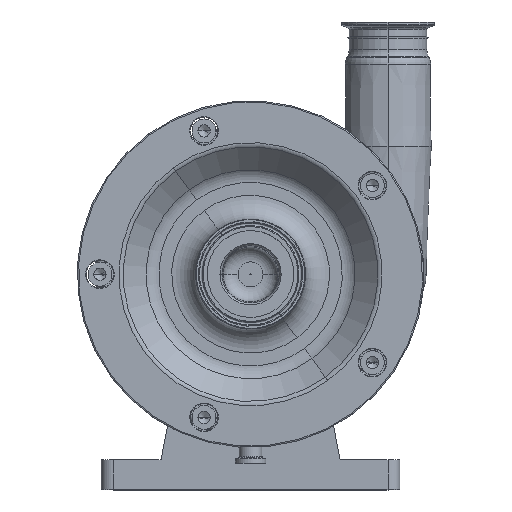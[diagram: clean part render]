
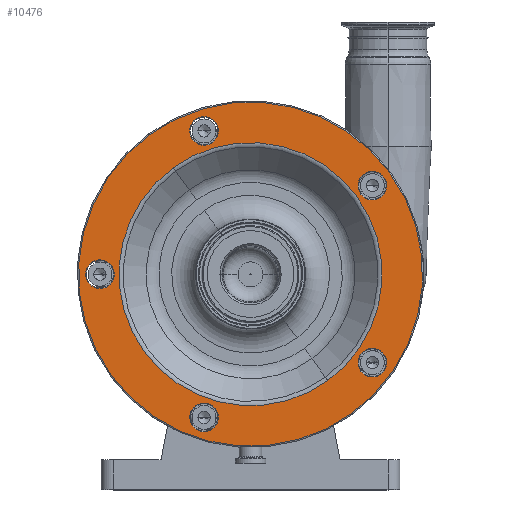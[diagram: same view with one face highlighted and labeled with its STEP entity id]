
A CAD part, top view. The second image highlights one B-rep face of the part: STEP entity #10476.
In plain terms, the highlighted planar face has unit normal (0, 0, 1).
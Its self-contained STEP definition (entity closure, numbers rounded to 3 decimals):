
#125 = ORIENTED_EDGE ( 'NONE', *, *, #556, .F. ) ;
#218 = VERTEX_POINT ( 'NONE', #16172 ) ;
#266 = CARTESIAN_POINT ( 'NONE',  ( -38.936, 60.167, 220. ) ) ;
#317 = CARTESIAN_POINT ( 'NONE',  ( 101.936, 254.061, 220. ) ) ;
#423 = FACE_BOUND ( 'NONE', #3512, .T. ) ;
#424 = EDGE_LOOP ( 'NONE', ( #720, #2667 ) ) ;
#546 = EDGE_CURVE ( 'NONE', #12887, #8058, #11592, .T. ) ;
#556 = EDGE_CURVE ( 'NONE', #16708, #218, #6057, .T. ) ;
#559 = CARTESIAN_POINT ( 'NONE',  ( -64.698, 269.049, 220. ) ) ;
#654 = ORIENTED_EDGE ( 'NONE', *, *, #15929, .F. ) ;
#709 = CARTESIAN_POINT ( 'NONE',  ( 64.698, 90.951, 220. ) ) ;
#720 = ORIENTED_EDGE ( 'NONE', *, *, #3313, .F. ) ;
#1436 = CARTESIAN_POINT ( 'NONE',  ( 108.99, 244.353, 220. ) ) ;
#1669 = FACE_BOUND ( 'NONE', #9682, .T. ) ;
#1703 = AXIS2_PLACEMENT_3D ( 'NONE', #15522, #9654, #12629 ) ;
#1759 = EDGE_LOOP ( 'NONE', ( #15120, #17131 ) ) ;
#2246 = VERTEX_POINT ( 'NONE', #559 ) ;
#2272 = AXIS2_PLACEMENT_3D ( 'NONE', #317, #7682, #10542 ) ;
#2437 = CARTESIAN_POINT ( 'NONE',  ( 108.99, 96.231, 220. ) ) ;
#2667 = ORIENTED_EDGE ( 'NONE', *, *, #18823, .F. ) ;
#2740 = DIRECTION ( 'NONE',  ( 0.588, -0.809, 0. ) ) ;
#2822 = DIRECTION ( 'NONE',  ( 0.588, -0.809, 0. ) ) ;
#3313 = EDGE_CURVE ( 'NONE', #11275, #2246, #15776, .T. ) ;
#3335 = AXIS2_PLACEMENT_3D ( 'NONE', #5914, #8862, #11746 ) ;
#3373 = DIRECTION ( 'NONE',  ( 0., 0., -1. ) ) ;
#3408 = EDGE_CURVE ( 'NONE', #11206, #7271, #12103, .T. ) ;
#3474 = FACE_BOUND ( 'NONE', #11868, .T. ) ;
#3512 = EDGE_LOOP ( 'NONE', ( #11093, #9410 ) ) ;
#3586 = DIRECTION ( 'NONE',  ( 0., 0., 1. ) ) ;
#3672 = CARTESIAN_POINT ( 'NONE',  ( 101.936, 105.939, 220. ) ) ;
#3915 = DIRECTION ( 'NONE',  ( 0., 0., 1. ) ) ;
#4272 = CARTESIAN_POINT ( 'NONE',  ( -38.936, 299.833, 220. ) ) ;
#4281 = AXIS2_PLACEMENT_3D ( 'NONE', #16787, #3586, #5220 ) ;
#4289 = DIRECTION ( 'NONE',  ( 0., 0., 1. ) ) ;
#4364 = AXIS2_PLACEMENT_3D ( 'NONE', #17030, #3915, #17318 ) ;
#4384 = DIRECTION ( 'NONE',  ( 0., 0., 1. ) ) ;
#4632 = DIRECTION ( 'NONE',  ( 0., 0., 1. ) ) ;
#4824 = ORIENTED_EDGE ( 'NONE', *, *, #3408, .F. ) ;
#4982 = CARTESIAN_POINT ( 'NONE',  ( 94.883, 263.769, 220. ) ) ;
#5021 = DIRECTION ( 'NONE',  ( 0., 0., 1. ) ) ;
#5089 = DIRECTION ( 'NONE',  ( 0., 0., 1. ) ) ;
#5097 = AXIS2_PLACEMENT_3D ( 'NONE', #10314, #17328, #14738 ) ;
#5220 = DIRECTION ( 'NONE',  ( 0.588, -0.809, 0. ) ) ;
#5914 = CARTESIAN_POINT ( 'NONE',  ( -126., 180., 220. ) ) ;
#5962 = EDGE_CURVE ( 'NONE', #14772, #9260, #15788, .T. ) ;
#6057 = CIRCLE ( 'NONE', #8496, 12. ) ;
#6177 = EDGE_CURVE ( 'NONE', #8404, #13064, #18784, .T. ) ;
#6181 = DIRECTION ( 'NONE',  ( 0.588, -0.809, 0. ) ) ;
#6228 = CARTESIAN_POINT ( 'NONE',  ( -38.936, 60.167, 220. ) ) ;
#6272 = AXIS2_PLACEMENT_3D ( 'NONE', #6228, #5089, #17806 ) ;
#6394 = VERTEX_POINT ( 'NONE', #9469 ) ;
#6480 = CARTESIAN_POINT ( 'NONE',  ( -118.947, 170.292, 220. ) ) ;
#6812 = CARTESIAN_POINT ( 'NONE',  ( -45.99, 69.875, 220. ) ) ;
#6821 = ORIENTED_EDGE ( 'NONE', *, *, #5962, .F. ) ;
#7220 = DIRECTION ( 'NONE',  ( 0.588, -0.809, 0. ) ) ;
#7271 = VERTEX_POINT ( 'NONE', #12093 ) ;
#7385 = ORIENTED_EDGE ( 'NONE', *, *, #12914, .F. ) ;
#7488 = AXIS2_PLACEMENT_3D ( 'NONE', #15968, #4289, #2740 ) ;
#7527 = AXIS2_PLACEMENT_3D ( 'NONE', #3672, #8068, #13918 ) ;
#7682 = DIRECTION ( 'NONE',  ( 0., 0., 1. ) ) ;
#7692 = FACE_OUTER_BOUND ( 'NONE', #1759, .T. ) ;
#7785 = FACE_BOUND ( 'NONE', #13560, .T. ) ;
#8058 = VERTEX_POINT ( 'NONE', #6480 ) ;
#8068 = DIRECTION ( 'NONE',  ( 0., 0., 1. ) ) ;
#8404 = VERTEX_POINT ( 'NONE', #4982 ) ;
#8496 = AXIS2_PLACEMENT_3D ( 'NONE', #266, #4384, #10481 ) ;
#8809 = ORIENTED_EDGE ( 'NONE', *, *, #9307, .F. ) ;
#8862 = DIRECTION ( 'NONE',  ( 0., 0., 1. ) ) ;
#8895 = CARTESIAN_POINT ( 'NONE',  ( -133.053, 189.708, 220. ) ) ;
#9112 = FACE_BOUND ( 'NONE', #424, .T. ) ;
#9260 = VERTEX_POINT ( 'NONE', #15474 ) ;
#9300 = DIRECTION ( 'NONE',  ( -0.588, 0.809, 0. ) ) ;
#9307 = EDGE_CURVE ( 'NONE', #8058, #12887, #14818, .T. ) ;
#9410 = ORIENTED_EDGE ( 'NONE', *, *, #6177, .F. ) ;
#9469 = CARTESIAN_POINT ( 'NONE',  ( -84.641, 296.498, 220. ) ) ;
#9492 = CARTESIAN_POINT ( 'NONE',  ( 101.936, 254.061, 220. ) ) ;
#9654 = DIRECTION ( 'NONE',  ( 0., 0., 1. ) ) ;
#9682 = EDGE_LOOP ( 'NONE', ( #6821, #14972 ) ) ;
#9916 = CARTESIAN_POINT ( 'NONE',  ( 84.641, 63.502, 220. ) ) ;
#10093 = DIRECTION ( 'NONE',  ( 0., 0., 1. ) ) ;
#10155 = CIRCLE ( 'NONE', #16597, 12. ) ;
#10314 = CARTESIAN_POINT ( 'NONE',  ( -38.936, 299.833, 220. ) ) ;
#10394 = CIRCLE ( 'NONE', #11016, 12. ) ;
#10476 = ADVANCED_FACE ( 'NONE', ( #1669, #7785, #10640, #423, #9112, #7692, #3474 ), #13437, .F. ) ;
#10481 = DIRECTION ( 'NONE',  ( 0.588, -0.809, 0. ) ) ;
#10542 = DIRECTION ( 'NONE',  ( 0.588, -0.809, 0. ) ) ;
#10640 = FACE_BOUND ( 'NONE', #14272, .T. ) ;
#11016 = AXIS2_PLACEMENT_3D ( 'NONE', #4272, #10093, #2822 ) ;
#11093 = ORIENTED_EDGE ( 'NONE', *, *, #11299, .F. ) ;
#11206 = VERTEX_POINT ( 'NONE', #15080 ) ;
#11275 = VERTEX_POINT ( 'NONE', #709 ) ;
#11299 = EDGE_CURVE ( 'NONE', #13064, #8404, #10155, .T. ) ;
#11592 = CIRCLE ( 'NONE', #3335, 12. ) ;
#11746 = DIRECTION ( 'NONE',  ( 0.588, -0.809, 0. ) ) ;
#11868 = EDGE_LOOP ( 'NONE', ( #654, #4824 ) ) ;
#12093 = CARTESIAN_POINT ( 'NONE',  ( -31.883, 290.125, 220. ) ) ;
#12103 = CIRCLE ( 'NONE', #5097, 12. ) ;
#12365 = CIRCLE ( 'NONE', #7488, 12. ) ;
#12366 = EDGE_CURVE ( 'NONE', #6394, #13482, #16620, .T. ) ;
#12629 = DIRECTION ( 'NONE',  ( 0.588, -0.809, 0. ) ) ;
#12887 = VERTEX_POINT ( 'NONE', #8895 ) ;
#12914 = EDGE_CURVE ( 'NONE', #218, #16708, #14829, .T. ) ;
#13064 = VERTEX_POINT ( 'NONE', #1436 ) ;
#13229 = CIRCLE ( 'NONE', #4364, 110.071 ) ;
#13437 = PLANE ( 'NONE',  #15045 ) ;
#13482 = VERTEX_POINT ( 'NONE', #9916 ) ;
#13560 = EDGE_LOOP ( 'NONE', ( #7385, #125 ) ) ;
#13580 = AXIS2_PLACEMENT_3D ( 'NONE', #17361, #4632, #7220 ) ;
#13918 = DIRECTION ( 'NONE',  ( 0.588, -0.809, 0. ) ) ;
#14010 = CARTESIAN_POINT ( 'NONE',  ( -126., 180., 220. ) ) ;
#14189 = AXIS2_PLACEMENT_3D ( 'NONE', #14010, #15185, #18427 ) ;
#14272 = EDGE_LOOP ( 'NONE', ( #8809, #18331 ) ) ;
#14360 = CIRCLE ( 'NONE', #4281, 144. ) ;
#14606 = EDGE_CURVE ( 'NONE', #9260, #14772, #12365, .T. ) ;
#14738 = DIRECTION ( 'NONE',  ( 0.588, -0.809, 0. ) ) ;
#14772 = VERTEX_POINT ( 'NONE', #2437 ) ;
#14818 = CIRCLE ( 'NONE', #14189, 12. ) ;
#14829 = CIRCLE ( 'NONE', #6272, 12. ) ;
#14972 = ORIENTED_EDGE ( 'NONE', *, *, #14606, .F. ) ;
#15045 = AXIS2_PLACEMENT_3D ( 'NONE', #16499, #3373, #9300 ) ;
#15080 = CARTESIAN_POINT ( 'NONE',  ( -45.99, 309.541, 220. ) ) ;
#15120 = ORIENTED_EDGE ( 'NONE', *, *, #16150, .T. ) ;
#15185 = DIRECTION ( 'NONE',  ( 0., 0., 1. ) ) ;
#15474 = CARTESIAN_POINT ( 'NONE',  ( 94.883, 115.647, 220. ) ) ;
#15522 = CARTESIAN_POINT ( 'NONE',  ( 0., 180., 220. ) ) ;
#15776 = CIRCLE ( 'NONE', #1703, 110.071 ) ;
#15788 = CIRCLE ( 'NONE', #7527, 12. ) ;
#15929 = EDGE_CURVE ( 'NONE', #7271, #11206, #10394, .T. ) ;
#15968 = CARTESIAN_POINT ( 'NONE',  ( 101.936, 105.939, 220. ) ) ;
#16150 = EDGE_CURVE ( 'NONE', #13482, #6394, #14360, .T. ) ;
#16172 = CARTESIAN_POINT ( 'NONE',  ( -31.883, 50.459, 220. ) ) ;
#16499 = CARTESIAN_POINT ( 'NONE',  ( 116.498, 264.641, 220. ) ) ;
#16597 = AXIS2_PLACEMENT_3D ( 'NONE', #9492, #5021, #6181 ) ;
#16620 = CIRCLE ( 'NONE', #13580, 144. ) ;
#16708 = VERTEX_POINT ( 'NONE', #6812 ) ;
#16787 = CARTESIAN_POINT ( 'NONE',  ( 0., 180., 220. ) ) ;
#17030 = CARTESIAN_POINT ( 'NONE',  ( 0., 180., 220. ) ) ;
#17131 = ORIENTED_EDGE ( 'NONE', *, *, #12366, .T. ) ;
#17318 = DIRECTION ( 'NONE',  ( 0.588, -0.809, 0. ) ) ;
#17328 = DIRECTION ( 'NONE',  ( 0., 0., 1. ) ) ;
#17361 = CARTESIAN_POINT ( 'NONE',  ( 0., 180., 220. ) ) ;
#17806 = DIRECTION ( 'NONE',  ( 0.588, -0.809, 0. ) ) ;
#18331 = ORIENTED_EDGE ( 'NONE', *, *, #546, .F. ) ;
#18427 = DIRECTION ( 'NONE',  ( 0.588, -0.809, 0. ) ) ;
#18784 = CIRCLE ( 'NONE', #2272, 12. ) ;
#18823 = EDGE_CURVE ( 'NONE', #2246, #11275, #13229, .T. ) ;
